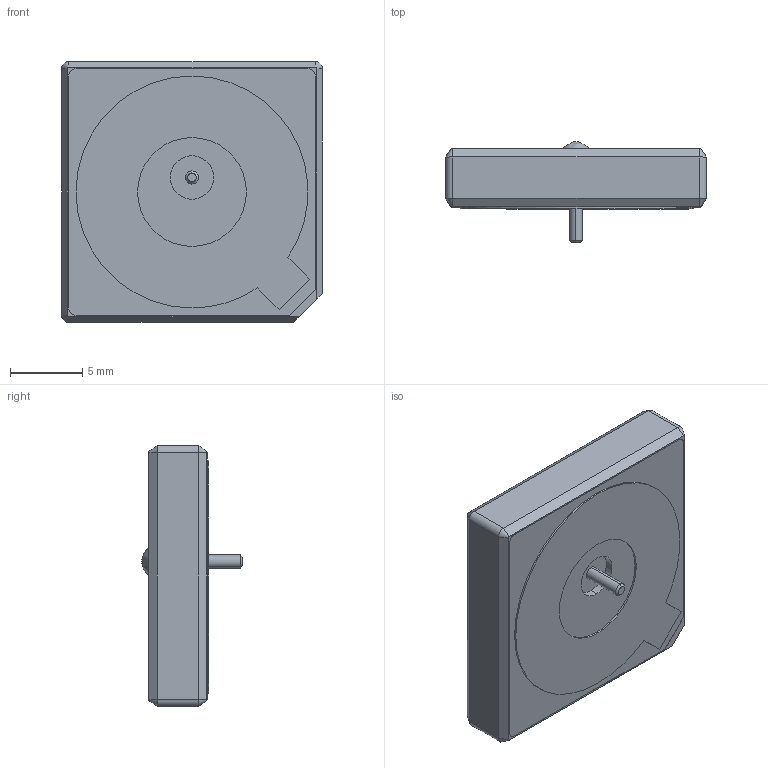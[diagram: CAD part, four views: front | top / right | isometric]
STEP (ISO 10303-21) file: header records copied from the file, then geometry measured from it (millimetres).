
FILE_DESCRIPTION (( 'STEP AP214' ), '1' );
FILE_NAME ('GP.1575.18.4.A.02_Web.STEP', '2020-01-02T01:18:32', ( '' ), ( '' ), 'SwSTEP 2.0', 'SolidWorks 2017', '' );
FILE_SCHEMA (( 'AUTOMOTIVE_DESIGN' ));
Length unit declared in the file: millimetre
Products named in the file (5): Double sided Adhesive(GP.1575); GP.1575.18.4.A.02_Web; GP.1575.18.4.A.02
Assembly tree (2 placements, depth 2):
  Double sided Adhesive(GP.1575)
  GP.1575.18.4.A.02_Web
    GP.1575.18.4.A.02
    Double sided Adhesive(GP.1575)
  GP.1575.18.4.A.02
Bounding box: 18 x 6.96 x 18 mm (x, y, z)
Volume: 1296 mm3; surface area: 1238.9 mm2
Topology: 2 solids, 2 shells, 488 faces, 1203 edges, 798 vertices
Faces by surface type: plane 242, bspline 215, cylinder 23, cone 8
Entity records: 25479 total; most frequent: CARTESIAN_POINT 10139, ORIENTED_EDGE 2406, DIRECTION 1385, EDGE_CURVE 1203, VERTEX_POINT 798, VECTOR 719, LINE 719, EDGE_LOOP 569
